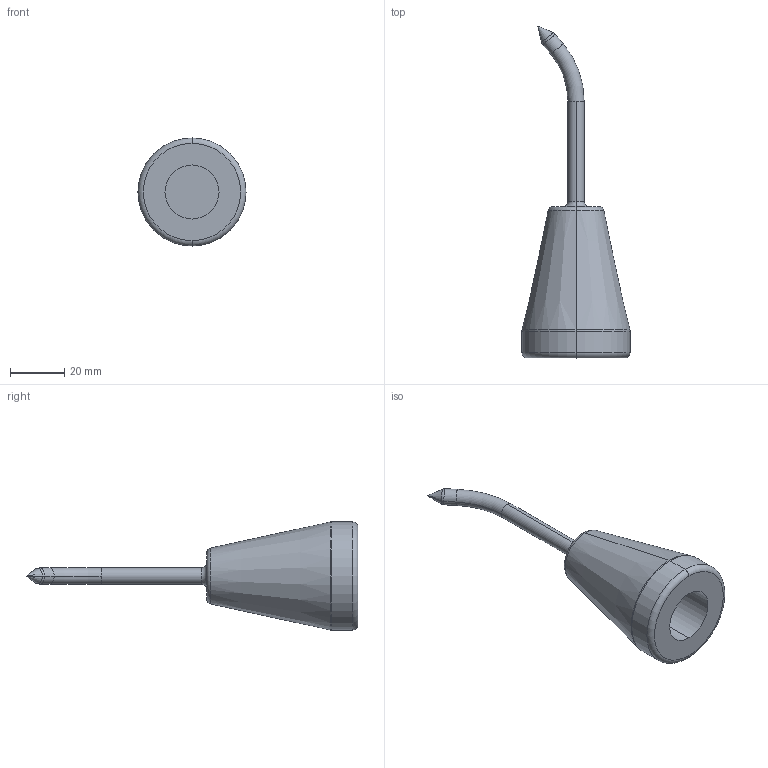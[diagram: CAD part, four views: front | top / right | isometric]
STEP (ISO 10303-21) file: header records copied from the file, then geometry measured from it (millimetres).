
FILE_DESCRIPTION (( 'STEP AP203' ), '1' );
FILE_NAME ('Tool_Default_sldprt.STEP', '2023-11-28T09:58:53', ( '' ), ( '' ), 'SwSTEP 2.0', 'SolidWorks 2018', '' );
FILE_SCHEMA (( 'CONFIG_CONTROL_DESIGN' ));
Length unit declared in the file: millimetre
Products named in the file (1): Tool_Default_sldprt
Bounding box: 40 x 122.85 x 40 mm (x, y, z)
Volume: 38705.6 mm3; surface area: 10257.4 mm2
Topology: 1 solids, 1 shells, 27 faces, 56 edges, 31 vertices
Faces by surface type: torus 12, cylinder 8, cone 4, plane 3
Entity records: 787 total; most frequent: DIRECTION 152, CARTESIAN_POINT 113, ORIENTED_EDGE 108, AXIS2_PLACEMENT_3D 70, EDGE_CURVE 54, CIRCLE 42, VERTEX_POINT 31, EDGE_LOOP 29
